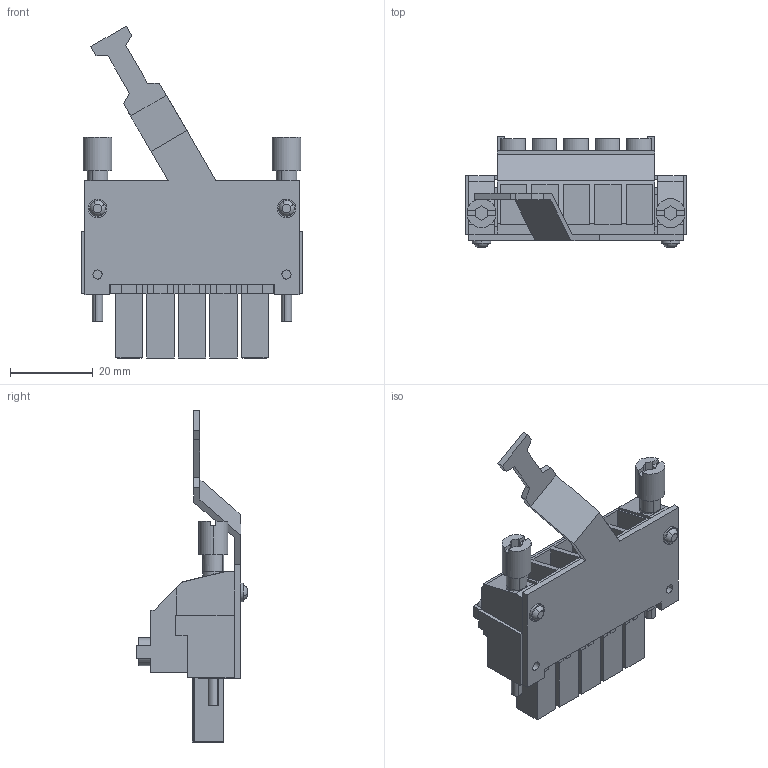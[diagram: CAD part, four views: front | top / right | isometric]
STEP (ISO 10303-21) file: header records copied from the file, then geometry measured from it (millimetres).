
FILE_DESCRIPTION(('CATIA V5R24 STEP','CAx-IF Rec.Pracs.--- Model Styling and Organization---1.2---2011-12-15'),'2;1');
FILE_NAME ('D1459510_0_1933450000_1933450000.stp','2018-02-05T12:09:35+00:00',('none'),('Weidmueller'),'CATIA Version 5-6 Release 2014 SP4 HF52','CATIA V5 STEP AP214','none');
FILE_SCHEMA(('AUTOMOTIVE_DESIGN { 1 0 10303 214 1 1 1 1 }'));
Length unit declared in the file: millimetre
Products named in the file (1): 1933450000
Bounding box: 53.34 x 26.8 x 80.32 mm (x, y, z)
Volume: 24407.2 mm3; surface area: 19817.6 mm2
Topology: 13 solids, 13 shells, 680 faces, 1869 edges, 1252 vertices
Faces by surface type: plane 584, cylinder 78, extrusion 10, sphere 8
Entity records: 21278 total; most frequent: CARTESIAN_POINT 4240, ORIENTED_EDGE 3738, DIRECTION 2826, EDGE_CURVE 1869, VECTOR 1647, LINE 1637, VERTEX_POINT 1252, EDGE_LOOP 745
